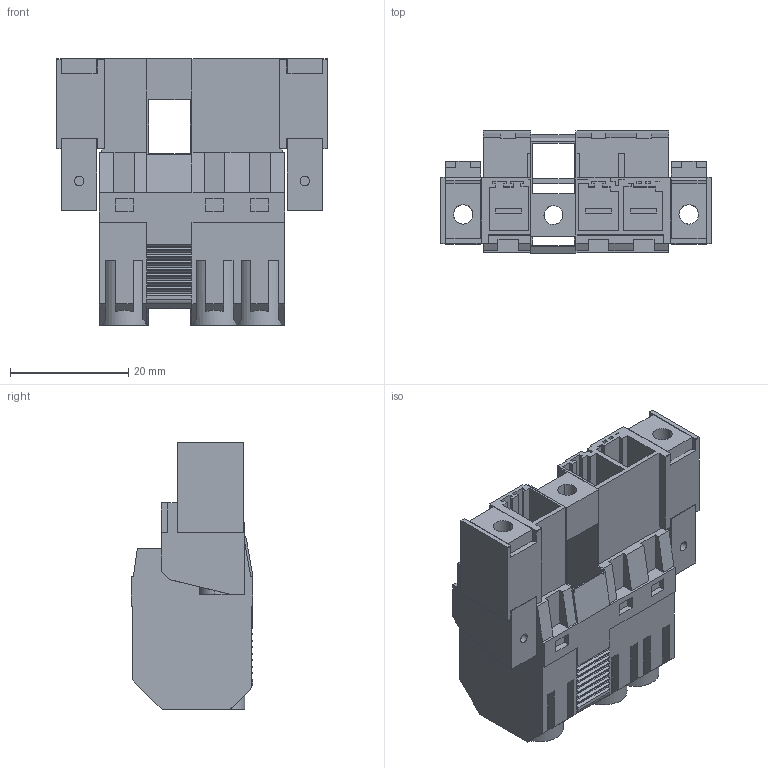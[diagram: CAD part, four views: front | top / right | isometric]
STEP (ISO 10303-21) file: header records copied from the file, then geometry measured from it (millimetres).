
FILE_DESCRIPTION(('CATIA V5 STEP','CAx-IF Rec.Pracs.--- Model Styling and Organization---1.4--- 2014-01-23'),'2;1');
FILE_NAME ('D1451932_2_1427240000_1427240000.stp','2024-01-23T07:32:45+00:00',('none'),('Weidmueller'),'CATIA Version 5-6 Release 2016 SP3 HF44','CATIA V5 STEP AP214','none');
FILE_SCHEMA(('AUTOMOTIVE_DESIGN { 1 0 10303 214 1 1 1 1 }'));
Length unit declared in the file: millimetre
Products named in the file (1): 1427240000
Bounding box: 45.73 x 20.6 x 45.01 mm (x, y, z)
Volume: 16409.4 mm3; surface area: 14769.5 mm2
Topology: 7 solids, 7 shells, 603 faces, 1679 edges, 1100 vertices
Faces by surface type: plane 528, cylinder 75
Entity records: 18950 total; most frequent: CARTESIAN_POINT 3678, ORIENTED_EDGE 3358, DIRECTION 2470, EDGE_CURVE 1679, VECTOR 1517, LINE 1517, VERTEX_POINT 1100, EDGE_LOOP 641
